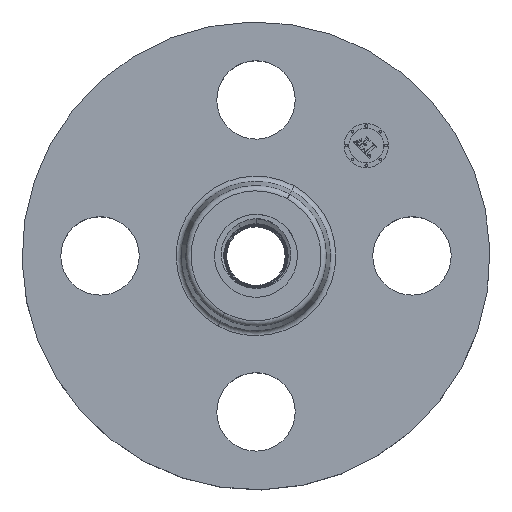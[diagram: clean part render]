
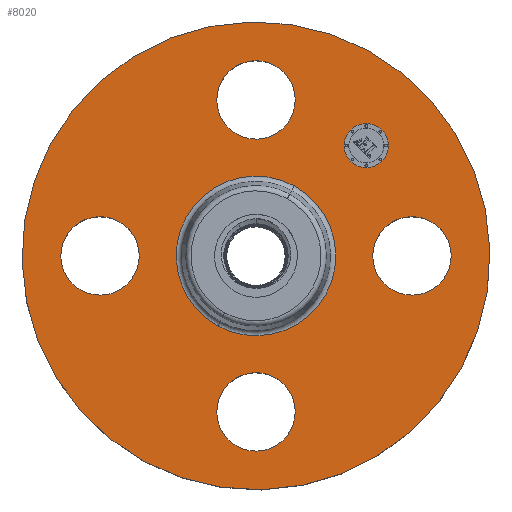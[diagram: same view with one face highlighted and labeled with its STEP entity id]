
A CAD part, top view. The second image highlights one B-rep face of the part: STEP entity #8020.
In plain terms, the highlighted planar face has unit normal (0, 0, 1).
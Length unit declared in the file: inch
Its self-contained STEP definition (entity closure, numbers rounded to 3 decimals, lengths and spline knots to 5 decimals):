
#428=AXIS2_PLACEMENT_3D('Circle Axis2P3D',#426,#427,$) ;
#440=AXIS2_PLACEMENT_3D('Circle Axis2P3D',#438,#439,$) ;
#464=AXIS2_PLACEMENT_3D('Circle Axis2P3D',#462,#463,$) ;
#483=AXIS2_PLACEMENT_3D('Circle Axis2P3D',#481,#482,$) ;
#500=AXIS2_PLACEMENT_3D('Circle Axis2P3D',#498,#499,$) ;
#535=AXIS2_PLACEMENT_3D('Circle Axis2P3D',#533,#534,$) ;
#657=AXIS2_PLACEMENT_3D('Circle Axis2P3D',#655,#656,$) ;
#669=AXIS2_PLACEMENT_3D('Circle Axis2P3D',#667,#668,$) ;
#700=AXIS2_PLACEMENT_3D('Circle Axis2P3D',#698,#699,$) ;
#712=AXIS2_PLACEMENT_3D('Circle Axis2P3D',#710,#711,$) ;
#743=AXIS2_PLACEMENT_3D('Circle Axis2P3D',#741,#742,$) ;
#755=AXIS2_PLACEMENT_3D('Circle Axis2P3D',#753,#754,$) ;
#7976=AXIS2_PLACEMENT_3D('Plane Axis2P3D',#7973,#7974,#7975) ;
#8004=AXIS2_PLACEMENT_3D('Circle Axis2P3D',#8002,#8003,$) ;
#8013=AXIS2_PLACEMENT_3D('Circle Axis2P3D',#8011,#8012,$) ;
#416=CARTESIAN_POINT('Vertex',(1.36386,0.21095,1.19)) ;
#423=CARTESIAN_POINT('Vertex',(2.13614,-0.21095,1.19)) ;
#426=CARTESIAN_POINT('Axis2P3D Location',(1.75,0.,1.19)) ;
#438=CARTESIAN_POINT('Axis2P3D Location',(1.75,0.,1.19)) ;
#459=CARTESIAN_POINT('Vertex',(1.25849,2.30365,1.19)) ;
#462=CARTESIAN_POINT('Axis2P3D Location',(0.,0.,1.19)) ;
#466=CARTESIAN_POINT('Vertex',(-1.25849,-2.30365,1.19)) ;
#481=CARTESIAN_POINT('Axis2P3D Location',(0.,0.,1.19)) ;
#498=CARTESIAN_POINT('Axis2P3D Location',(0.,0.,1.19)) ;
#502=CARTESIAN_POINT('Vertex',(0.42925,0.78574,1.19)) ;
#504=CARTESIAN_POINT('Vertex',(-0.42925,-0.78574,1.19)) ;
#533=CARTESIAN_POINT('Axis2P3D Location',(0.,0.,1.19)) ;
#645=CARTESIAN_POINT('Vertex',(-0.21095,1.36386,1.19)) ;
#652=CARTESIAN_POINT('Vertex',(0.21095,2.13614,1.19)) ;
#655=CARTESIAN_POINT('Axis2P3D Location',(0.,1.75,1.19)) ;
#667=CARTESIAN_POINT('Axis2P3D Location',(0.,1.75,1.19)) ;
#688=CARTESIAN_POINT('Vertex',(-1.36386,-0.21095,1.19)) ;
#695=CARTESIAN_POINT('Vertex',(-2.13614,0.21095,1.19)) ;
#698=CARTESIAN_POINT('Axis2P3D Location',(-1.75,0.,1.19)) ;
#710=CARTESIAN_POINT('Axis2P3D Location',(-1.75,0.,1.19)) ;
#731=CARTESIAN_POINT('Vertex',(0.21095,-1.36386,1.19)) ;
#738=CARTESIAN_POINT('Vertex',(-0.21095,-2.13614,1.19)) ;
#741=CARTESIAN_POINT('Axis2P3D Location',(0.,-1.75,1.19)) ;
#753=CARTESIAN_POINT('Axis2P3D Location',(0.,-1.75,1.19)) ;
#7973=CARTESIAN_POINT('Axis2P3D Location',(0.,2.625,1.19)) ;
#8002=CARTESIAN_POINT('Axis2P3D Location',(1.23744,1.23744,1.19)) ;
#8006=CARTESIAN_POINT('Vertex',(1.06243,1.41245,1.19)) ;
#8008=CARTESIAN_POINT('Vertex',(1.41245,1.06243,1.19)) ;
#8011=CARTESIAN_POINT('Axis2P3D Location',(1.23744,1.23744,1.19)) ;
#427=DIRECTION('Axis2P3D Direction',(0.,-0.,-0.039)) ;
#439=DIRECTION('Axis2P3D Direction',(0.,-0.,-0.039)) ;
#463=DIRECTION('Axis2P3D Direction',(0.,0.,-0.039)) ;
#482=DIRECTION('Axis2P3D Direction',(0.,0.,-0.039)) ;
#499=DIRECTION('Axis2P3D Direction',(0.,0.,-0.039)) ;
#534=DIRECTION('Axis2P3D Direction',(0.,0.,-0.039)) ;
#656=DIRECTION('Axis2P3D Direction',(0.,0.,-0.039)) ;
#668=DIRECTION('Axis2P3D Direction',(0.,0.,-0.039)) ;
#699=DIRECTION('Axis2P3D Direction',(-0.,0.,-0.039)) ;
#711=DIRECTION('Axis2P3D Direction',(-0.,0.,-0.039)) ;
#742=DIRECTION('Axis2P3D Direction',(0.,-0.,-0.039)) ;
#754=DIRECTION('Axis2P3D Direction',(0.,-0.,-0.039)) ;
#7974=DIRECTION('Axis2P3D Direction',(0.,0.,-0.039)) ;
#7975=DIRECTION('Axis2P3D XDirection',(0.039,0.,0.)) ;
#8003=DIRECTION('Axis2P3D Direction',(0.,0.,-0.039)) ;
#8012=DIRECTION('Axis2P3D Direction',(0.,0.,-0.039)) ;
#7979=ORIENTED_EDGE('',*,*,#468,.F.) ;
#7980=ORIENTED_EDGE('',*,*,#485,.F.) ;
#7983=ORIENTED_EDGE('',*,*,#430,.T.) ;
#7984=ORIENTED_EDGE('',*,*,#442,.T.) ;
#7987=ORIENTED_EDGE('',*,*,#537,.T.) ;
#7988=ORIENTED_EDGE('',*,*,#506,.T.) ;
#7991=ORIENTED_EDGE('',*,*,#757,.T.) ;
#7992=ORIENTED_EDGE('',*,*,#745,.T.) ;
#7995=ORIENTED_EDGE('',*,*,#714,.T.) ;
#7996=ORIENTED_EDGE('',*,*,#702,.T.) ;
#7999=ORIENTED_EDGE('',*,*,#671,.T.) ;
#8000=ORIENTED_EDGE('',*,*,#659,.T.) ;
#8017=ORIENTED_EDGE('',*,*,#8010,.T.) ;
#8018=ORIENTED_EDGE('',*,*,#8015,.T.) ;
#7985=FACE_BOUND('',#7982,.T.) ;
#7989=FACE_BOUND('',#7986,.T.) ;
#7993=FACE_BOUND('',#7990,.T.) ;
#7997=FACE_BOUND('',#7994,.T.) ;
#8001=FACE_BOUND('',#7998,.T.) ;
#8019=FACE_BOUND('',#8016,.T.) ;
#8020=ADVANCED_FACE('PartBody',(#7981,#7985,#7989,#7993,#7997,#8001,#8019),#7977,.F.) ;
#429=CIRCLE('generated circle',#428,0.44) ;
#441=CIRCLE('generated circle',#440,0.44) ;
#465=CIRCLE('generated circle',#464,2.625) ;
#484=CIRCLE('generated circle',#483,2.625) ;
#501=CIRCLE('generated circle',#500,0.89535) ;
#536=CIRCLE('generated circle',#535,0.89535) ;
#658=CIRCLE('generated circle',#657,0.44) ;
#670=CIRCLE('generated circle',#669,0.44) ;
#701=CIRCLE('generated circle',#700,0.44) ;
#713=CIRCLE('generated circle',#712,0.44) ;
#744=CIRCLE('generated circle',#743,0.44) ;
#756=CIRCLE('generated circle',#755,0.44) ;
#8005=CIRCLE('generated circle',#8004,0.2475) ;
#8014=CIRCLE('generated circle',#8013,0.2475) ;
#430=EDGE_CURVE('',#417,#424,#429,.T.) ;
#442=EDGE_CURVE('',#424,#417,#441,.T.) ;
#468=EDGE_CURVE('',#460,#467,#465,.T.) ;
#485=EDGE_CURVE('',#467,#460,#484,.T.) ;
#506=EDGE_CURVE('',#503,#505,#501,.T.) ;
#537=EDGE_CURVE('',#505,#503,#536,.T.) ;
#659=EDGE_CURVE('',#646,#653,#658,.T.) ;
#671=EDGE_CURVE('',#653,#646,#670,.T.) ;
#702=EDGE_CURVE('',#689,#696,#701,.T.) ;
#714=EDGE_CURVE('',#696,#689,#713,.T.) ;
#745=EDGE_CURVE('',#732,#739,#744,.T.) ;
#757=EDGE_CURVE('',#739,#732,#756,.T.) ;
#8010=EDGE_CURVE('',#8007,#8009,#8005,.T.) ;
#8015=EDGE_CURVE('',#8009,#8007,#8014,.T.) ;
#7978=EDGE_LOOP('',(#7979,#7980)) ;
#7982=EDGE_LOOP('',(#7983,#7984)) ;
#7986=EDGE_LOOP('',(#7987,#7988)) ;
#7990=EDGE_LOOP('',(#7991,#7992)) ;
#7994=EDGE_LOOP('',(#7995,#7996)) ;
#7998=EDGE_LOOP('',(#7999,#8000)) ;
#8016=EDGE_LOOP('',(#8017,#8018)) ;
#7981=FACE_OUTER_BOUND('',#7978,.T.) ;
#7977=PLANE('',#7976) ;
#417=VERTEX_POINT('',#416) ;
#424=VERTEX_POINT('',#423) ;
#460=VERTEX_POINT('',#459) ;
#467=VERTEX_POINT('',#466) ;
#503=VERTEX_POINT('',#502) ;
#505=VERTEX_POINT('',#504) ;
#646=VERTEX_POINT('',#645) ;
#653=VERTEX_POINT('',#652) ;
#689=VERTEX_POINT('',#688) ;
#696=VERTEX_POINT('',#695) ;
#732=VERTEX_POINT('',#731) ;
#739=VERTEX_POINT('',#738) ;
#8007=VERTEX_POINT('',#8006) ;
#8009=VERTEX_POINT('',#8008) ;
